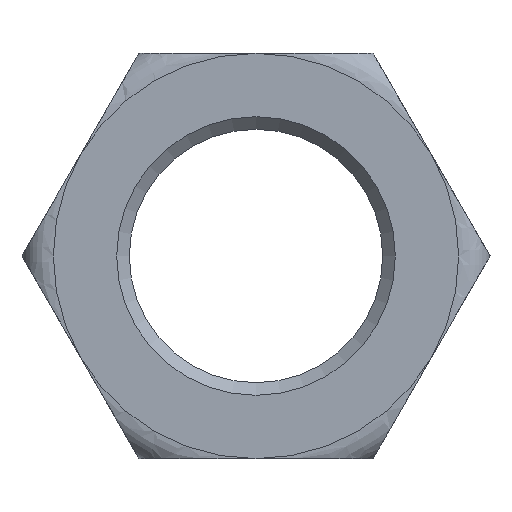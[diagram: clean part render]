
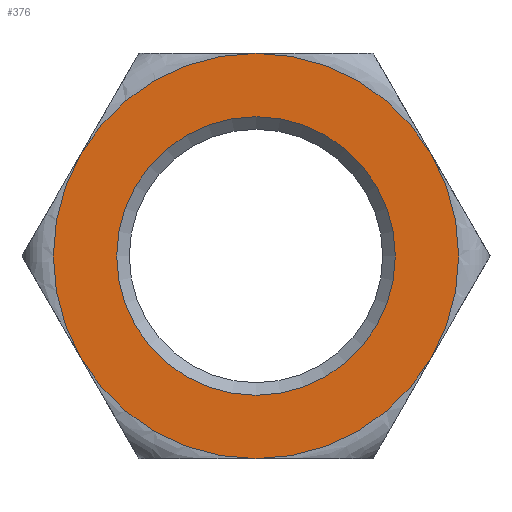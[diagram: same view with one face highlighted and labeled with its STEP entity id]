
A CAD part, front view. The second image highlights one B-rep face of the part: STEP entity #376.
In plain terms, the highlighted planar face has unit normal (0, -1, 0).
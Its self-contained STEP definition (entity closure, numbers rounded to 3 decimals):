
#19 = DIRECTION ( 'NONE',  ( 0., 1., 0. ) ) ;
#21 = AXIS2_PLACEMENT_3D ( 'NONE', #465, #540, #811 ) ;
#35 = AXIS2_PLACEMENT_3D ( 'NONE', #288, #200, #970 ) ;
#68 = CIRCLE ( 'NONE', #210, 16. ) ;
#81 = DIRECTION ( 'NONE',  ( 1., 0., 0. ) ) ;
#133 = VERTEX_POINT ( 'NONE', #907 ) ;
#148 = CIRCLE ( 'NONE', #35, 16. ) ;
#170 = AXIS2_PLACEMENT_3D ( 'NONE', #867, #19, #698 ) ;
#200 = DIRECTION ( 'NONE',  ( 0., 1., 0. ) ) ;
#210 = AXIS2_PLACEMENT_3D ( 'NONE', #933, #247, #81 ) ;
#223 = AXIS2_PLACEMENT_3D ( 'NONE', #315, #662, #408 ) ;
#247 = DIRECTION ( 'NONE',  ( 0., 1., 0. ) ) ;
#253 = CARTESIAN_POINT ( 'NONE',  ( -13.856, -9., -8. ) ) ;
#261 = ORIENTED_EDGE ( 'NONE', *, *, #271, .F. ) ;
#271 = EDGE_CURVE ( 'NONE', #612, #384, #284, .T. ) ;
#273 = ORIENTED_EDGE ( 'NONE', *, *, #536, .F. ) ;
#280 = ORIENTED_EDGE ( 'NONE', *, *, #802, .F. ) ;
#284 = CIRCLE ( 'NONE', #1016, 16. ) ;
#288 = CARTESIAN_POINT ( 'NONE',  ( 0., -9., 0. ) ) ;
#302 = AXIS2_PLACEMENT_3D ( 'NONE', #710, #469, #807 ) ;
#314 = DIRECTION ( 'NONE',  ( 0., 1., 0. ) ) ;
#315 = CARTESIAN_POINT ( 'NONE',  ( 0., -9., 0. ) ) ;
#327 = CARTESIAN_POINT ( 'NONE',  ( 13.856, -9., 8. ) ) ;
#376 = ADVANCED_FACE ( 'NONE', ( #1082, #1092 ), #571, .F. ) ;
#384 = VERTEX_POINT ( 'NONE', #327 ) ;
#391 = DIRECTION ( 'NONE',  ( 0., 1., 0. ) ) ;
#408 = DIRECTION ( 'NONE',  ( 0., 0., 1. ) ) ;
#429 = CIRCLE ( 'NONE', #1070, 16. ) ;
#459 = VERTEX_POINT ( 'NONE', #616 ) ;
#463 = EDGE_CURVE ( 'NONE', #792, #774, #148, .T. ) ;
#465 = CARTESIAN_POINT ( 'NONE',  ( 0., -9., 0. ) ) ;
#469 = DIRECTION ( 'NONE',  ( 0., 1., 0. ) ) ;
#473 = VERTEX_POINT ( 'NONE', #524 ) ;
#493 = CARTESIAN_POINT ( 'NONE',  ( 0., -9., 0. ) ) ;
#524 = CARTESIAN_POINT ( 'NONE',  ( 13.856, -9., -8. ) ) ;
#536 = EDGE_CURVE ( 'NONE', #384, #473, #696, .T. ) ;
#540 = DIRECTION ( 'NONE',  ( 0., 1., 0. ) ) ;
#560 = ORIENTED_EDGE ( 'NONE', *, *, #919, .F. ) ;
#571 = PLANE ( 'NONE',  #223 ) ;
#612 = VERTEX_POINT ( 'NONE', #1067 ) ;
#616 = CARTESIAN_POINT ( 'NONE',  ( 0., -9., 11. ) ) ;
#629 = ORIENTED_EDGE ( 'NONE', *, *, #681, .F. ) ;
#662 = DIRECTION ( 'NONE',  ( 0., 1., 0. ) ) ;
#665 = EDGE_CURVE ( 'NONE', #459, #459, #909, .T. ) ;
#669 = CARTESIAN_POINT ( 'NONE',  ( 0., -9., -16. ) ) ;
#681 = EDGE_CURVE ( 'NONE', #133, #612, #782, .T. ) ;
#696 = CIRCLE ( 'NONE', #170, 16. ) ;
#698 = DIRECTION ( 'NONE',  ( 1., 0., 0. ) ) ;
#710 = CARTESIAN_POINT ( 'NONE',  ( 0., -9., 0. ) ) ;
#711 = EDGE_LOOP ( 'NONE', ( #280, #273, #261, #629, #560, #963 ) ) ;
#714 = CARTESIAN_POINT ( 'NONE',  ( 0., -9., 0. ) ) ;
#727 = DIRECTION ( 'NONE',  ( 1., 0., 0. ) ) ;
#736 = DIRECTION ( 'NONE',  ( 1., 0., 0. ) ) ;
#774 = VERTEX_POINT ( 'NONE', #253 ) ;
#782 = CIRCLE ( 'NONE', #302, 16. ) ;
#792 = VERTEX_POINT ( 'NONE', #669 ) ;
#802 = EDGE_CURVE ( 'NONE', #473, #792, #68, .T. ) ;
#807 = DIRECTION ( 'NONE',  ( -1., 0., 0. ) ) ;
#811 = DIRECTION ( 'NONE',  ( 0., 0., 1. ) ) ;
#867 = CARTESIAN_POINT ( 'NONE',  ( 0., -9., 0. ) ) ;
#883 = ORIENTED_EDGE ( 'NONE', *, *, #665, .T. ) ;
#907 = CARTESIAN_POINT ( 'NONE',  ( -13.856, -9., 8. ) ) ;
#909 = CIRCLE ( 'NONE', #21, 11. ) ;
#919 = EDGE_CURVE ( 'NONE', #774, #133, #429, .T. ) ;
#933 = CARTESIAN_POINT ( 'NONE',  ( 0., -9., 0. ) ) ;
#963 = ORIENTED_EDGE ( 'NONE', *, *, #463, .F. ) ;
#970 = DIRECTION ( 'NONE',  ( 1., 0., 0. ) ) ;
#1016 = AXIS2_PLACEMENT_3D ( 'NONE', #714, #391, #736 ) ;
#1040 = EDGE_LOOP ( 'NONE', ( #883 ) ) ;
#1067 = CARTESIAN_POINT ( 'NONE',  ( 0., -9., 16. ) ) ;
#1070 = AXIS2_PLACEMENT_3D ( 'NONE', #493, #314, #727 ) ;
#1082 = FACE_BOUND ( 'NONE', #1040, .T. ) ;
#1092 = FACE_OUTER_BOUND ( 'NONE', #711, .T. ) ;
